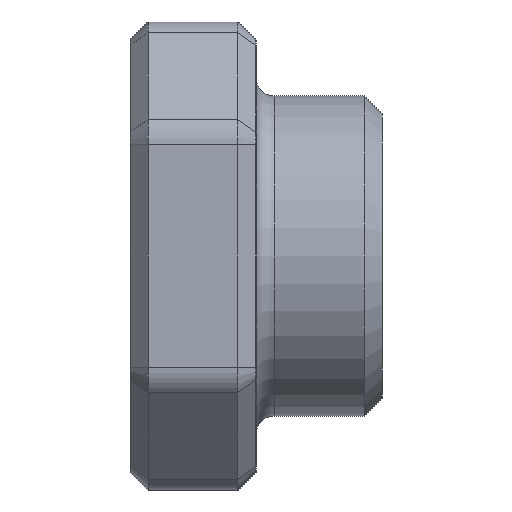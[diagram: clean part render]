
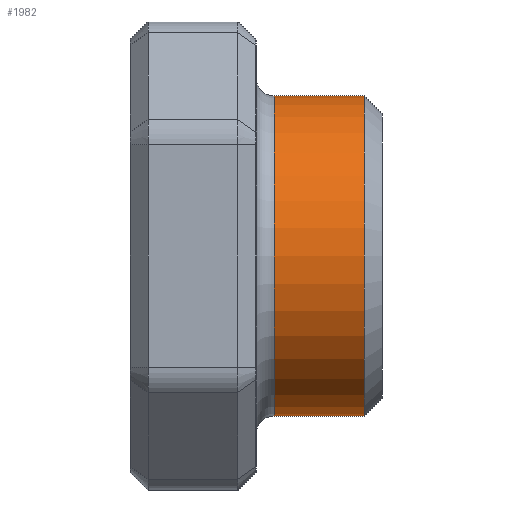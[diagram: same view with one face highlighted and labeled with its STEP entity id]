
A CAD part, left-side view. The second image highlights one B-rep face of the part: STEP entity #1982.
In plain terms, the highlighted cylindrical face has radius 4.45 mm (diameter 8.9 mm), a partial arc.
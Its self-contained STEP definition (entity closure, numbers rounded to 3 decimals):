
#19 = ORIENTED_EDGE ( 'NONE', *, *, #975, .F. ) ;
#283 = VERTEX_POINT ( 'NONE', #378 ) ;
#313 = DIRECTION ( 'NONE',  ( 0., 0., -1. ) ) ;
#332 = AXIS2_PLACEMENT_3D ( 'NONE', #1792, #1472, #1786 ) ;
#357 = CARTESIAN_POINT ( 'NONE',  ( 0., -3.5, -4.45 ) ) ;
#378 = CARTESIAN_POINT ( 'NONE',  ( 0., -3., -4.45 ) ) ;
#401 = ORIENTED_EDGE ( 'NONE', *, *, #1971, .T. ) ;
#527 = VERTEX_POINT ( 'NONE', #1138 ) ;
#585 = CIRCLE ( 'NONE', #1570, 4.45 ) ;
#607 = EDGE_LOOP ( 'NONE', ( #19, #401, #1955, #1443 ) ) ;
#733 = CYLINDRICAL_SURFACE ( 'NONE', #332, 4.45 ) ;
#808 = CIRCLE ( 'NONE', #1716, 4.45 ) ;
#893 = DIRECTION ( 'NONE',  ( 0., 0., -1. ) ) ;
#965 = DIRECTION ( 'NONE',  ( 0., 1., 0. ) ) ;
#975 = EDGE_CURVE ( 'NONE', #283, #2076, #1236, .T. ) ;
#979 = DIRECTION ( 'NONE',  ( 0., 1., 0. ) ) ;
#1111 = LINE ( 'NONE', #1947, #1550 ) ;
#1122 = CARTESIAN_POINT ( 'NONE',  ( 0., -3., 4.45 ) ) ;
#1138 = CARTESIAN_POINT ( 'NONE',  ( 0., -0.5, 4.45 ) ) ;
#1236 = LINE ( 'NONE', #357, #1596 ) ;
#1264 = DIRECTION ( 'NONE',  ( 0., 1., 0. ) ) ;
#1342 = CARTESIAN_POINT ( 'NONE',  ( 0., -0.5, -4.45 ) ) ;
#1376 = FACE_OUTER_BOUND ( 'NONE', #607, .T. ) ;
#1443 = ORIENTED_EDGE ( 'NONE', *, *, #1668, .T. ) ;
#1472 = DIRECTION ( 'NONE',  ( 0., 1., 0. ) ) ;
#1550 = VECTOR ( 'NONE', #1264, 1000. ) ;
#1570 = AXIS2_PLACEMENT_3D ( 'NONE', #1723, #1729, #893 ) ;
#1596 = VECTOR ( 'NONE', #979, 1000. ) ;
#1621 = CARTESIAN_POINT ( 'NONE',  ( 0., -3., 0. ) ) ;
#1668 = EDGE_CURVE ( 'NONE', #527, #2076, #585, .T. ) ;
#1716 = AXIS2_PLACEMENT_3D ( 'NONE', #1621, #965, #313 ) ;
#1723 = CARTESIAN_POINT ( 'NONE',  ( 0., -0.5, 0. ) ) ;
#1729 = DIRECTION ( 'NONE',  ( 0., -1., 0. ) ) ;
#1786 = DIRECTION ( 'NONE',  ( 0., 0., 1. ) ) ;
#1792 = CARTESIAN_POINT ( 'NONE',  ( 0., -3.5, 0. ) ) ;
#1835 = EDGE_CURVE ( 'NONE', #1915, #527, #1111, .T. ) ;
#1915 = VERTEX_POINT ( 'NONE', #1122 ) ;
#1947 = CARTESIAN_POINT ( 'NONE',  ( 0., -3.5, 4.45 ) ) ;
#1955 = ORIENTED_EDGE ( 'NONE', *, *, #1835, .T. ) ;
#1971 = EDGE_CURVE ( 'NONE', #283, #1915, #808, .T. ) ;
#1982 = ADVANCED_FACE ( 'NONE', ( #1376 ), #733, .T. ) ;
#2076 = VERTEX_POINT ( 'NONE', #1342 ) ;
